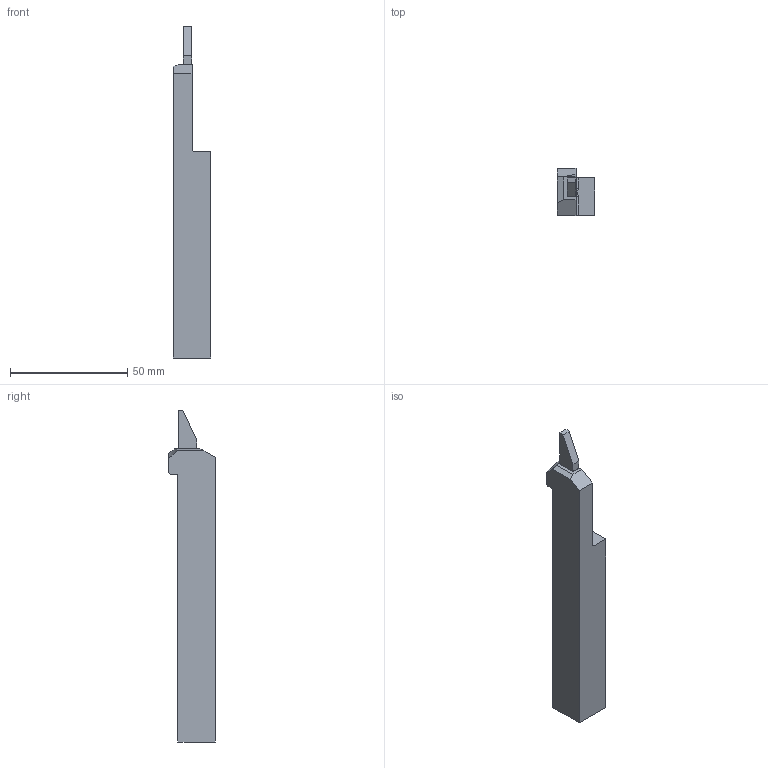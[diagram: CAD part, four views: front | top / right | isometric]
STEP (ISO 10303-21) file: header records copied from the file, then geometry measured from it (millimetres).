
FILE_DESCRIPTION (( 'STEP AP214' ), '1' );
FILE_NAME ('CUT-645-01.STEP', '2017-05-12T08:40:55', ( '' ), ( '' ), 'SwSTEP 2.0', 'SolidWorks 2016', '' );
FILE_SCHEMA (( 'AUTOMOTIVE_DESIGN' ));
Length unit declared in the file: millimetre
Products named in the file (1): CUT-645-01
Bounding box: 16 x 20 x 141.47 mm (x, y, z)
Volume: 27538.8 mm3; surface area: 8997 mm2
Topology: 1 solids, 1 shells, 153 faces, 396 edges, 245 vertices
Faces by surface type: cylinder 62, plane 52, cone 20, torus 18, bspline 1
Entity records: 5866 total; most frequent: CARTESIAN_POINT 931, DIRECTION 848, ORIENTED_EDGE 784, EDGE_CURVE 392, AXIS2_PLACEMENT_3D 318, VERTEX_POINT 245, LINE 212, VECTOR 212
